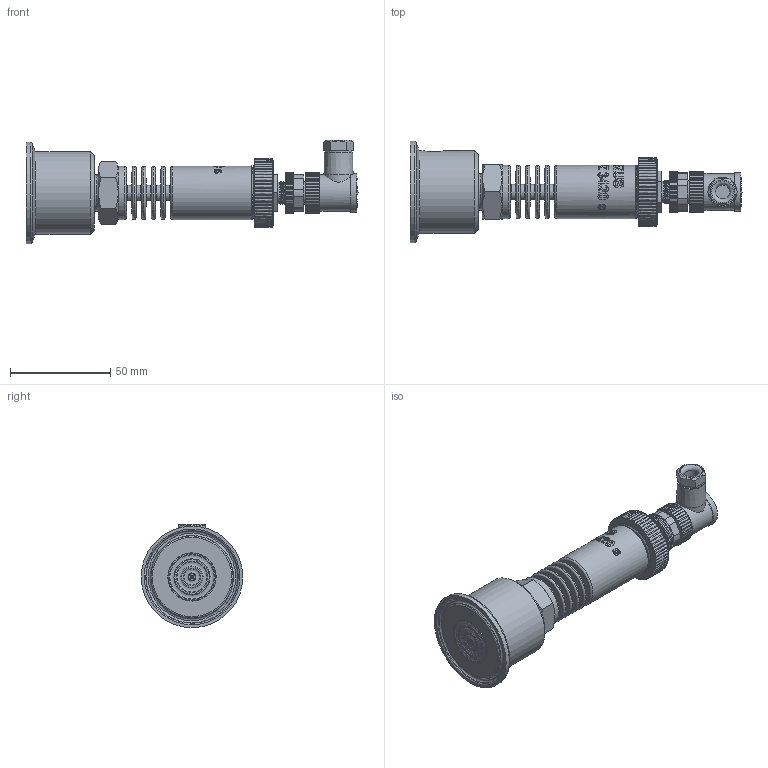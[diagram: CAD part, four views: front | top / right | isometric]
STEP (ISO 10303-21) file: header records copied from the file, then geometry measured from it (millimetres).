
FILE_DESCRIPTION(/* description */ (''),/* implementation_level */ '2;1');
FILE_NAME(/* name */ 'APZ3420s_ClampD1''_radiator_3.step',/* time_stamp */ '2021-07-08T14:00:00+03:00',/* author */ (''),/* organization */ (''),/* preprocessor_version */ 'ST-DEVELOPER v18.1',/* originating_system */ 'Autodesk Translation Framework v10.9.0.1377',/* authorisation */ '');
FILE_SCHEMA (('AUTOMOTIVE_DESIGN { 1 0 10303 214 3 1 1 }'));
Products named in the file (7): АПЗ 3420S заполненная; OMAL nut M27x1.5; M12x1 male; Ш100.000.002; M12x1 female angular; G1\2EN radiator; Clamp DN1 diaphragm 24 v2
Assembly tree (6 placements, depth 2):
  АПЗ 3420S заполненная
    OMAL nut M27x1.5
    M12x1 male
    Ш100.000.002
    M12x1 female angular
    G1\2EN radiator
    Clamp DN1 diaphragm 24 v2
Bounding box: 165.24 x 50.5 x 51.45 mm (x, y, z)
Volume: 103519.2 mm3; surface area: 38856.4 mm2
Topology: 18 solids, 18 shells, 1112 faces, 3064 edges, 2050 vertices
Faces by surface type: bspline 483, cylinder 358, plane 194, torus 40, cone 36, sphere 1
Full cylindrical faces by diameter (mm): 1 x12, 1.5 x4, 2 x1, 3 x1, 3.3 x1, 5 x1, 6 x3, 7 x1, 7.5 x5, 8 x1, 8.2 x1, 9.471 x2, 10.6 x2, 10.741 x6, 11.035 x4, 11.156 x1, 11.884 x5, 12.152 x4, 13 x1, 14 x1, 14.137 x4, 14.526 x3, 15.85 x3, 16.203 x3, 16.7 x1, 17.5 x1, 18 x2, 18.631 x6, 19 x1, 20.955 x7
Entity records: 67512 total; most frequent: CARTESIAN_POINT 42460, ORIENTED_EDGE 6126, DIRECTION 3674, EDGE_CURVE 3063, VERTEX_POINT 2050, AXIS2_PLACEMENT_3D 1356, B_SPLINE_CURVE_WITH_KNOTS 1307, EDGE_LOOP 1193
